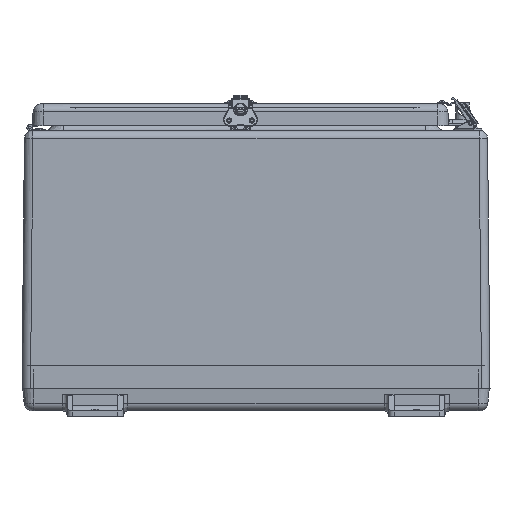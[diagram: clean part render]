
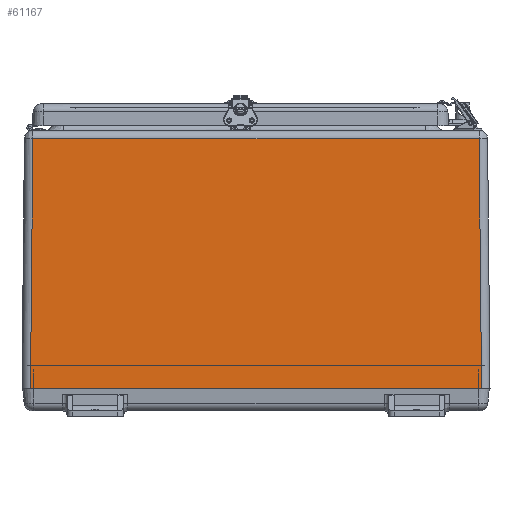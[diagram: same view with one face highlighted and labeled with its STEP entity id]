
A CAD part, front view. The second image highlights one B-rep face of the part: STEP entity #61167.
In plain terms, the highlighted planar face has unit normal (0, -1, 0.01).
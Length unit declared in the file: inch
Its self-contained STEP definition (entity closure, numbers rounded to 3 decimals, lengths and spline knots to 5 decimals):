
#1070 = CARTESIAN_POINT ( 'NONE',  ( -10.00002, -15.25, 0. ) ) ;
#2414 = AXIS2_PLACEMENT_3D ( 'NONE', #89416, #81836, #11168 ) ;
#3402 = DIRECTION ( 'NONE',  ( -0.01, 0.01, 1. ) ) ;
#6478 = EDGE_CURVE ( 'NONE', #11522, #68813, #24680, .T. ) ;
#6616 = LINE ( 'NONE', #38213, #65218 ) ;
#11168 = DIRECTION ( 'NONE',  ( 0., -0.01, -1. ) ) ;
#11522 = VERTEX_POINT ( 'NONE', #1070 ) ;
#12305 = EDGE_CURVE ( 'NONE', #68813, #86251, #59385, .T. ) ;
#22390 = EDGE_CURVE ( 'NONE', #11522, #30326, #6616, .T. ) ;
#24680 = LINE ( 'NONE', #27739, #87484 ) ;
#27739 = CARTESIAN_POINT ( 'NONE',  ( 0., -15.25, 0. ) ) ;
#28444 = FACE_OUTER_BOUND ( 'NONE', #92041, .T. ) ;
#30326 = VERTEX_POINT ( 'NONE', #83977 ) ;
#31532 = EDGE_CURVE ( 'NONE', #86251, #30326, #33316, .T. ) ;
#31583 = DIRECTION ( 'NONE',  ( -1., 0., 0. ) ) ;
#33316 = LINE ( 'NONE', #53362, #47885 ) ;
#38213 = CARTESIAN_POINT ( 'NONE',  ( -9.99864, -15.24862, 0.14326 ) ) ;
#47885 = VECTOR ( 'NONE', #31583, 39.37008 ) ;
#48730 = DIRECTION ( 'NONE',  ( 1., 0., 0. ) ) ;
#50106 = ORIENTED_EDGE ( 'NONE', *, *, #31532, .T. ) ;
#51045 = CARTESIAN_POINT ( 'NONE',  ( 9.89342, -15.1434, 11.06611 ) ) ;
#53362 = CARTESIAN_POINT ( 'NONE',  ( -10.375, -15.1434, 11.06611 ) ) ;
#59385 = LINE ( 'NONE', #89191, #81782 ) ;
#60427 = DIRECTION ( 'NONE',  ( 0.01, 0.01, 1. ) ) ;
#61167 = ADVANCED_FACE ( 'NONE', ( #28444 ), #67461, .T. ) ;
#61516 = ORIENTED_EDGE ( 'NONE', *, *, #22390, .F. ) ;
#65218 = VECTOR ( 'NONE', #60427, 39.37008 ) ;
#67461 = PLANE ( 'NONE',  #2414 ) ;
#68813 = VERTEX_POINT ( 'NONE', #70536 ) ;
#70536 = CARTESIAN_POINT ( 'NONE',  ( 10.00002, -15.25, 0. ) ) ;
#71613 = ORIENTED_EDGE ( 'NONE', *, *, #6478, .T. ) ;
#74121 = ORIENTED_EDGE ( 'NONE', *, *, #12305, .T. ) ;
#81782 = VECTOR ( 'NONE', #3402, 39.37008 ) ;
#81836 = DIRECTION ( 'NONE',  ( 0., -1., 0.01 ) ) ;
#83977 = CARTESIAN_POINT ( 'NONE',  ( -9.89342, -15.1434, 11.06611 ) ) ;
#86251 = VERTEX_POINT ( 'NONE', #51045 ) ;
#87484 = VECTOR ( 'NONE', #48730, 39.37008 ) ;
#89191 = CARTESIAN_POINT ( 'NONE',  ( 10.00002, -15.25, 0. ) ) ;
#89416 = CARTESIAN_POINT ( 'NONE',  ( -10.375, -15.25, 0. ) ) ;
#92041 = EDGE_LOOP ( 'NONE', ( #71613, #74121, #50106, #61516 ) ) ;
